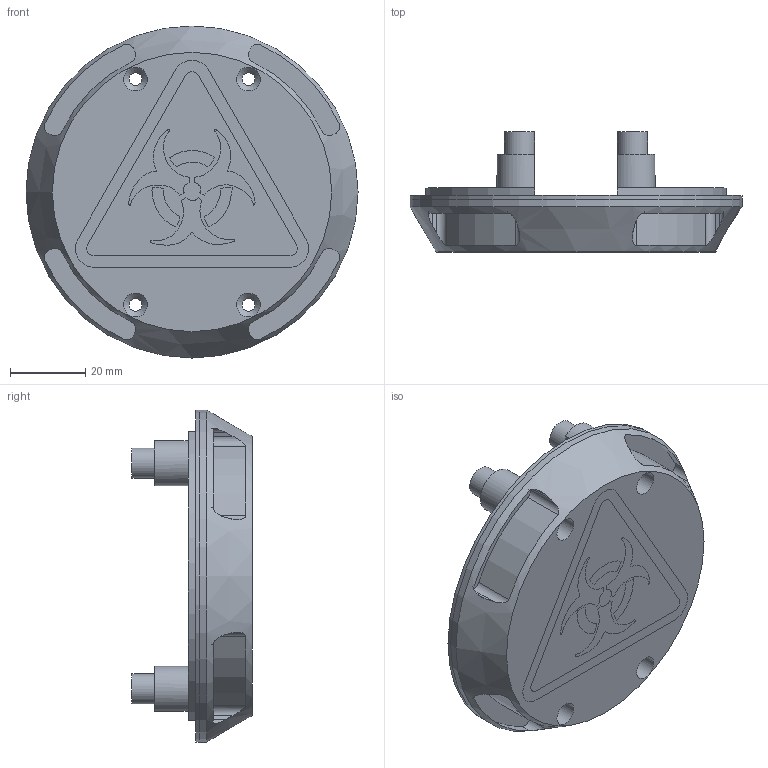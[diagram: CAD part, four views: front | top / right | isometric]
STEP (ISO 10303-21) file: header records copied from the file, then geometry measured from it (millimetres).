
FILE_DESCRIPTION(/* description */ (''),/* implementation_level */ '2;1');
FILE_NAME(/* name */ 'capuchon.stp',/* time_stamp */ '2024-10-19T08:56:35+02:00',/* author */ ('Sebastien'),/* organization */ (''),/* preprocessor_version */ 'ST-DEVELOPER v20',/* originating_system */ 'Autodesk Inventor 2024',/* authorisation */ '');
FILE_SCHEMA (('AUTOMOTIVE_DESIGN { 1 0 10303 214 3 1 1 }'));
Length unit declared in the file: millimetre
Products named in the file (1): capuchon
Bounding box: 88.2 x 31.9 x 88.2 mm (x, y, z)
Volume: 29292.7 mm3; surface area: 31691.6 mm2
Topology: 11 solids, 11 shells, 398 faces, 1088 edges, 737 vertices
Faces by surface type: bspline 160, plane 121, cylinder 108, cone 9
Full cylindrical faces by diameter (mm): 3.4 x4, 6.3 x12, 8 x4, 88.2 x2
Entity records: 13223 total; most frequent: CARTESIAN_POINT 3944, ORIENTED_EDGE 2152, DIRECTION 1405, EDGE_CURVE 1076, VERTEX_POINT 713, LINE 485, VECTOR 485, AXIS2_PLACEMENT_3D 460
